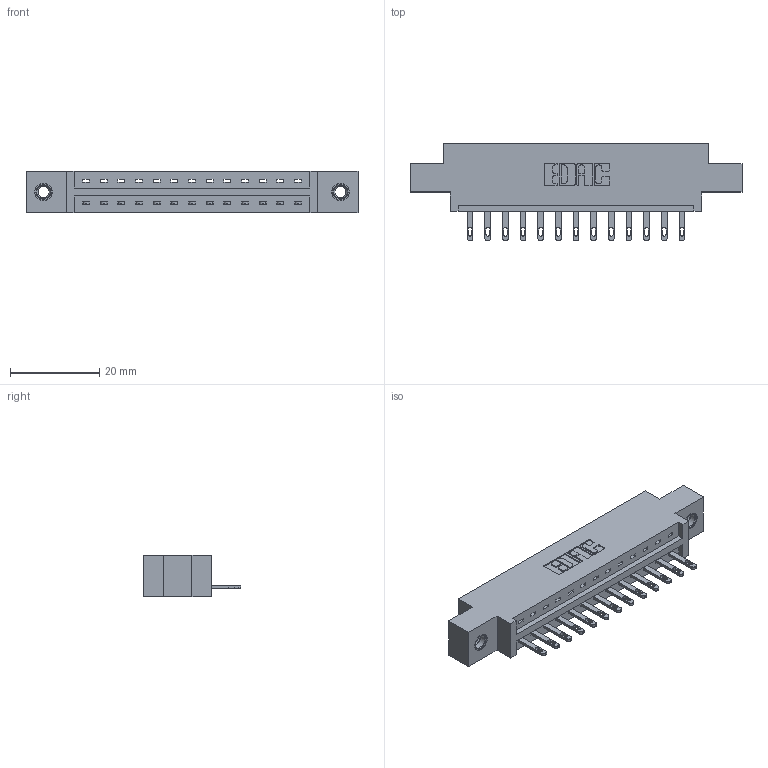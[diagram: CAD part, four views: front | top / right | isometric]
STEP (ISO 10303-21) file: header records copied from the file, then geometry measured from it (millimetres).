
FILE_DESCRIPTION (( 'STEP AP203' ), '1' );
FILE_NAME ('887-013-500-607.STEP', '2020-09-20T16:39:20', ( '' ), ( '' ), 'SwSTEP 2.0', 'SolidWorks 2020', '' );
FILE_SCHEMA (( 'CONFIG_CONTROL_DESIGN' ));
Length unit declared in the file: inch
Products named in the file (4): 887-013-500-607; 345-250-001_345-250-005-103; 837 Part_0.170 Offset - 0.156 Dia-TI; 345-292-001_345-293-100
Assembly tree (16 placements, depth 2):
  887-013-500-607
    837 Part_0.170 Offset - 0.156 Dia-TI
    345-292-001_345-293-100  x13
    345-250-001_345-250-005-103  x2
Bounding box: 74.52 x 21.85 x 9.4 mm (x, y, z)
Volume: 7259.6 mm3; surface area: 7508.6 mm2
Topology: 16 solids, 16 shells, 932 faces, 2799 edges, 1858 vertices
Faces by surface type: plane 626, cylinder 290, cone 12, torus 4
Entity records: 14662 total; most frequent: CARTESIAN_POINT 2532, ORIENTED_EDGE 2474, DIRECTION 2225, EDGE_CURVE 1237, LINE 1085, VECTOR 1085, VERTEX_POINT 820, AXIS2_PLACEMENT_3D 570
